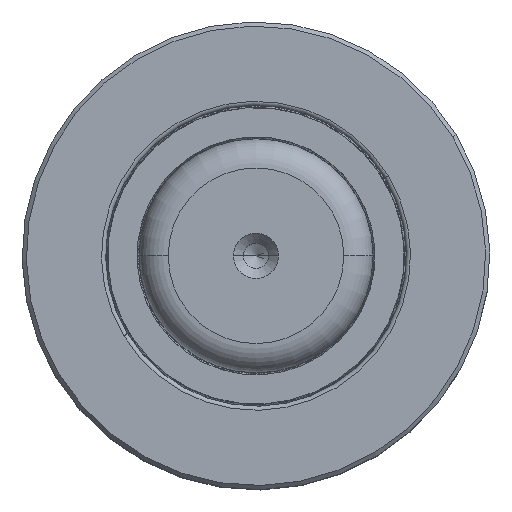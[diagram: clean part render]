
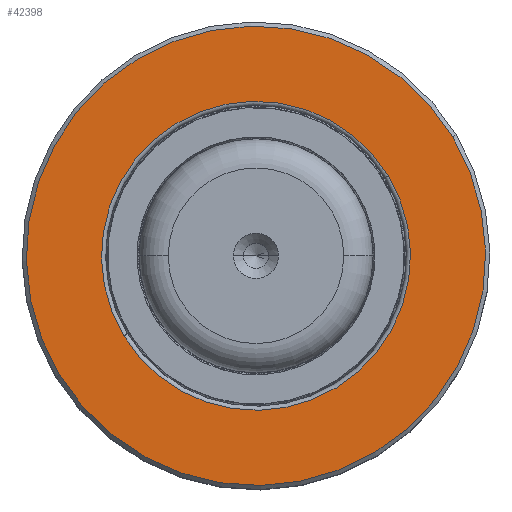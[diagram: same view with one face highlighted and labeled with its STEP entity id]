
A CAD part, top view. The second image highlights one B-rep face of the part: STEP entity #42398.
In plain terms, the highlighted face is planar.
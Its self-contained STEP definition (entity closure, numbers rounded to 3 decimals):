
#1516 = CARTESIAN_POINT ( 'NONE',  ( 0., 18.687, -18.5 ) ) ;
#1659 = CARTESIAN_POINT ( 'NONE',  ( 0., 18.687, 0. ) ) ;
#2761 = CARTESIAN_POINT ( 'NONE',  ( 0., 18.687, 27.5 ) ) ;
#5718 = CARTESIAN_POINT ( 'NONE',  ( 0., 18.687, -27.5 ) ) ;
#7041 = DIRECTION ( 'NONE',  ( 0., -1., 0. ) ) ;
#7977 = DIRECTION ( 'NONE',  ( 0., 1., 0. ) ) ;
#8474 = AXIS2_PLACEMENT_3D ( 'NONE', #42600, #7977, #31736 ) ;
#9311 = ORIENTED_EDGE ( 'NONE', *, *, #34351, .T. ) ;
#11380 = ORIENTED_EDGE ( 'NONE', *, *, #36601, .F. ) ;
#11573 = DIRECTION ( 'NONE',  ( 0., 0., -1. ) ) ;
#13176 = AXIS2_PLACEMENT_3D ( 'NONE', #20640, #14274, #13974 ) ;
#13974 = DIRECTION ( 'NONE',  ( 0., 0., -1. ) ) ;
#14274 = DIRECTION ( 'NONE',  ( 0., -1., 0. ) ) ;
#15663 = CARTESIAN_POINT ( 'NONE',  ( 0., 18.687, 18.5 ) ) ;
#16820 = DIRECTION ( 'NONE',  ( 0., -1., 0. ) ) ;
#19754 = AXIS2_PLACEMENT_3D ( 'NONE', #1659, #25403, #11573 ) ;
#20638 = FACE_BOUND ( 'NONE', #26734, .T. ) ;
#20640 = CARTESIAN_POINT ( 'NONE',  ( 0., 18.687, 0. ) ) ;
#22992 = DIRECTION ( 'NONE',  ( 0., 0., -1. ) ) ;
#24499 = VERTEX_POINT ( 'NONE', #15663 ) ;
#25403 = DIRECTION ( 'NONE',  ( 0., -1., 0. ) ) ;
#25657 = ORIENTED_EDGE ( 'NONE', *, *, #32862, .T. ) ;
#25666 = CIRCLE ( 'NONE', #19754, 27.5 ) ;
#25995 = CIRCLE ( 'NONE', #13176, 18.5 ) ;
#26049 = CIRCLE ( 'NONE', #43326, 18.5 ) ;
#26734 = EDGE_LOOP ( 'NONE', ( #9311, #25657 ) ) ;
#27192 = CIRCLE ( 'NONE', #40679, 27.5 ) ;
#28340 = VERTEX_POINT ( 'NONE', #1516 ) ;
#30356 = CARTESIAN_POINT ( 'NONE',  ( 0., 18.687, 0. ) ) ;
#30762 = EDGE_CURVE ( 'NONE', #31431, #41139, #27192, .T. ) ;
#31431 = VERTEX_POINT ( 'NONE', #2761 ) ;
#31736 = DIRECTION ( 'NONE',  ( 0., 0., 1. ) ) ;
#32862 = EDGE_CURVE ( 'NONE', #24499, #28340, #26049, .T. ) ;
#34351 = EDGE_CURVE ( 'NONE', #28340, #24499, #25995, .T. ) ;
#35041 = FACE_OUTER_BOUND ( 'NONE', #42384, .T. ) ;
#36601 = EDGE_CURVE ( 'NONE', #41139, #31431, #25666, .T. ) ;
#38541 = PLANE ( 'NONE',  #8474 ) ;
#39223 = ORIENTED_EDGE ( 'NONE', *, *, #30762, .F. ) ;
#40431 = CARTESIAN_POINT ( 'NONE',  ( 0., 18.687, 0. ) ) ;
#40679 = AXIS2_PLACEMENT_3D ( 'NONE', #30356, #16820, #22992 ) ;
#40873 = DIRECTION ( 'NONE',  ( 0., 0., -1. ) ) ;
#41139 = VERTEX_POINT ( 'NONE', #5718 ) ;
#42384 = EDGE_LOOP ( 'NONE', ( #11380, #39223 ) ) ;
#42398 = ADVANCED_FACE ( 'NONE', ( #20638, #35041 ), #38541, .T. ) ;
#42600 = CARTESIAN_POINT ( 'NONE',  ( 27.5, 18.687, 0. ) ) ;
#43326 = AXIS2_PLACEMENT_3D ( 'NONE', #40431, #7041, #40873 ) ;
